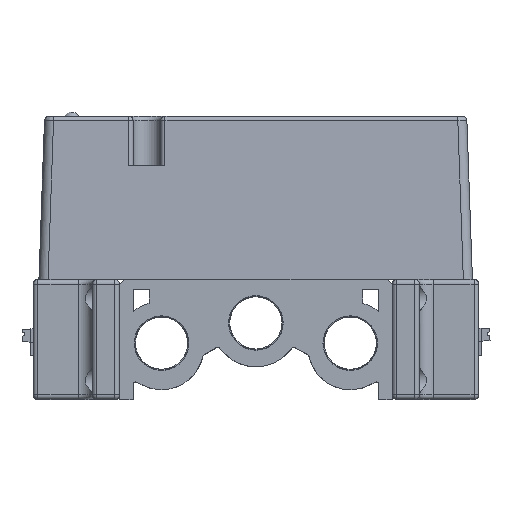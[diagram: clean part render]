
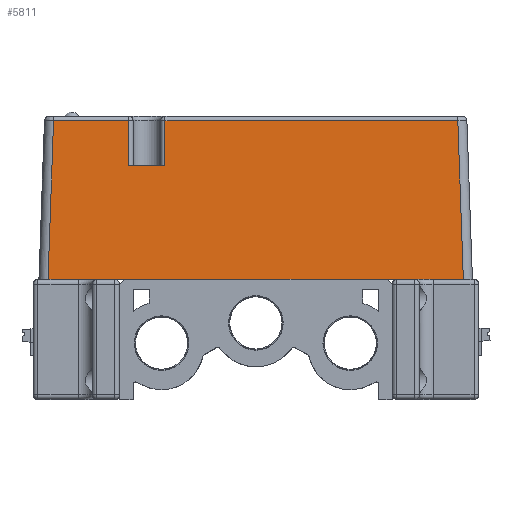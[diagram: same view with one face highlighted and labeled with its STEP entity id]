
A CAD part, front view. The second image highlights one B-rep face of the part: STEP entity #5811.
In plain terms, the highlighted planar face has unit normal (0, -0.999, 0.035).
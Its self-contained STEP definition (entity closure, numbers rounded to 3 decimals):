
#1085=PLANE('',#95753);
#5811=ADVANCED_FACE('',(#11535),#1085,.T.);
#11535=FACE_OUTER_BOUND('',#16347,.T.);
#16347=EDGE_LOOP('',(#45928,#45929,#45930,#45931,#45932,#45933,#45934,#45935,
#45936,#45937));
#23565=LINE('',#130124,#33966);
#23627=LINE('',#130280,#34028);
#23935=LINE('',#131596,#34336);
#23936=LINE('',#131599,#34337);
#23937=LINE('',#131601,#34338);
#23938=LINE('',#131603,#34339);
#23939=LINE('',#131605,#34340);
#23940=LINE('',#131607,#34341);
#23941=LINE('',#131609,#34342);
#23942=LINE('',#131610,#34343);
#33966=VECTOR('',#103243,1.);
#34028=VECTOR('',#103371,1.);
#34336=VECTOR('',#104181,1.);
#34337=VECTOR('',#104182,1.);
#34338=VECTOR('',#104183,1.);
#34339=VECTOR('',#104184,1.);
#34340=VECTOR('',#104185,1.);
#34341=VECTOR('',#104186,1.);
#34342=VECTOR('',#104187,1.);
#34343=VECTOR('',#104188,1.);
#45928=ORIENTED_EDGE('',*,*,#81596,.T.);
#45929=ORIENTED_EDGE('',*,*,#81597,.T.);
#45930=ORIENTED_EDGE('',*,*,#81598,.T.);
#45931=ORIENTED_EDGE('',*,*,#81599,.F.);
#45932=ORIENTED_EDGE('',*,*,#81600,.T.);
#45933=ORIENTED_EDGE('',*,*,#81601,.T.);
#45934=ORIENTED_EDGE('',*,*,#81602,.T.);
#45935=ORIENTED_EDGE('',*,*,#81127,.T.);
#45936=ORIENTED_EDGE('',*,*,#81049,.T.);
#45937=ORIENTED_EDGE('',*,*,#81603,.T.);
#71952=VERTEX_POINT('',#130123);
#71953=VERTEX_POINT('',#130125);
#72014=VERTEX_POINT('',#130281);
#72381=VERTEX_POINT('',#131597);
#72382=VERTEX_POINT('',#131598);
#72383=VERTEX_POINT('',#131600);
#72384=VERTEX_POINT('',#131602);
#72385=VERTEX_POINT('',#131604);
#72386=VERTEX_POINT('',#131606);
#72387=VERTEX_POINT('',#131608);
#81049=EDGE_CURVE('',#71953,#71952,#23565,.T.);
#81127=EDGE_CURVE('',#72014,#71953,#23627,.T.);
#81596=EDGE_CURVE('',#72381,#72382,#23935,.T.);
#81597=EDGE_CURVE('',#72382,#72383,#23936,.T.);
#81598=EDGE_CURVE('',#72383,#72384,#23937,.T.);
#81599=EDGE_CURVE('',#72385,#72384,#23938,.T.);
#81600=EDGE_CURVE('',#72385,#72386,#23939,.T.);
#81601=EDGE_CURVE('',#72386,#72387,#23940,.T.);
#81602=EDGE_CURVE('',#72387,#72014,#23941,.T.);
#81603=EDGE_CURVE('',#71952,#72381,#23942,.T.);
#95753=AXIS2_PLACEMENT_3D('',#131611,#104189,#104190);
#103243=DIRECTION('',(1.,0.,0.));
#103371=DIRECTION('',(1.,0.,0.));
#104181=DIRECTION('',(-0.035,0.035,0.999));
#104182=DIRECTION('',(-1.,0.,0.));
#104183=DIRECTION('',(0.,-0.035,-0.999));
#104184=DIRECTION('',(1.,0.,0.));
#104185=DIRECTION('',(0.,0.035,0.999));
#104186=DIRECTION('',(-1.,0.,0.));
#104187=DIRECTION('',(-0.035,-0.035,-0.999));
#104188=DIRECTION('',(1.,0.,0.));
#104189=DIRECTION('',(0.,-0.999,0.035));
#104190=DIRECTION('',(0.,0.035,0.999));
#130123=CARTESIAN_POINT('',(881.05,-1316.826,-0.1));
#130124=CARTESIAN_POINT('',(880.05,-1316.826,-0.1));
#130125=CARTESIAN_POINT('',(819.05,-1316.826,-0.1));
#130280=CARTESIAN_POINT('',(880.05,-1316.826,-0.1));
#130281=CARTESIAN_POINT('',(804.313,-1316.826,-0.1));
#131596=CARTESIAN_POINT('',(895.944,-1317.083,-7.463));
#131597=CARTESIAN_POINT('',(895.687,-1316.826,-0.1));
#131598=CARTESIAN_POINT('',(894.467,-1315.606,34.835));
#131599=CARTESIAN_POINT('',(830.05,-1315.606,34.835));
#131600=CARTESIAN_POINT('',(830.05,-1315.606,34.835));
#131601=CARTESIAN_POINT('',(830.05,-1315.953,24.9));
#131602=CARTESIAN_POINT('',(830.05,-1315.953,24.9));
#131603=CARTESIAN_POINT('',(826.05,-1315.953,24.9));
#131604=CARTESIAN_POINT('',(822.05,-1315.953,24.9));
#131605=CARTESIAN_POINT('',(822.05,-1315.606,34.835));
#131606=CARTESIAN_POINT('',(822.05,-1315.606,34.835));
#131607=CARTESIAN_POINT('',(804.567,-1315.606,34.835));
#131608=CARTESIAN_POINT('',(805.533,-1315.606,34.835));
#131609=CARTESIAN_POINT('',(804.056,-1317.083,-7.463));
#131610=CARTESIAN_POINT('',(880.05,-1316.826,-0.1));
#131611=CARTESIAN_POINT('',(850.,-1317.141,-9.1));
